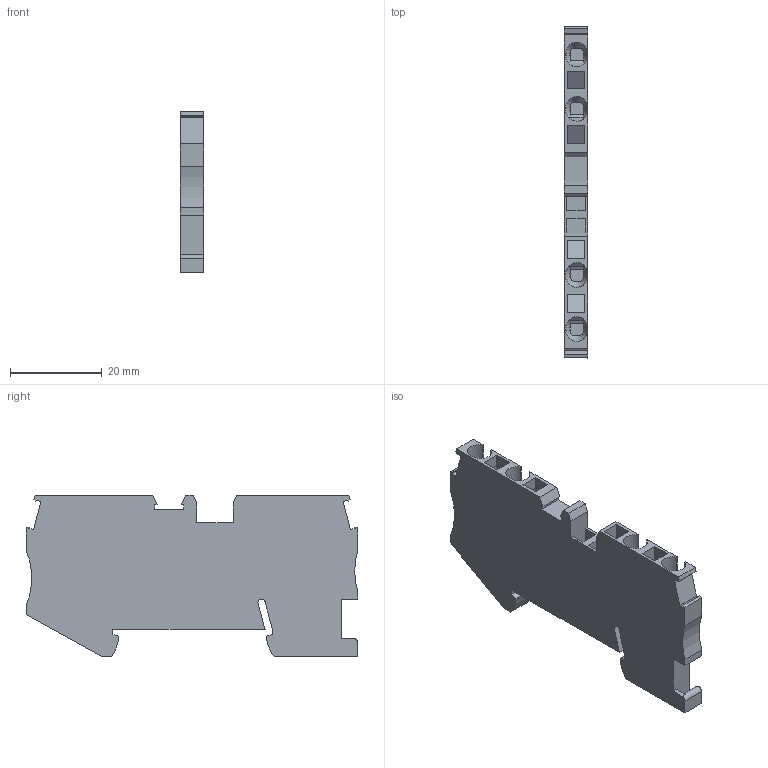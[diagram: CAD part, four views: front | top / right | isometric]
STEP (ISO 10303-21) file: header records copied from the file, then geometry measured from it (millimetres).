
FILE_DESCRIPTION(('Creo Elements/Direct Modeling STEP Export'),'2;1');
FILE_NAME('model.stp','2020-09-16T13:23:38',(''),(''),'Creo Elements/Direct Modeling STEP processor for AP214 (Solid Model)','Creo Elements/Direct Modeling 20.1A 29-Sep-2018 (C) Parametric Technology GmbH','');
FILE_SCHEMA(('AUTOMOTIVE_DESIGN { 1 0 10303 214 1 1 1 1 }'));
Length unit declared in the file: millimetre
Products named in the file (2): ST_2.5-QUATTRO_YE-select
Assembly tree (1 placements, depth 2):
  ST_2.5-QUATTRO_YE-select
    ST_2.5-QUATTRO_YE-select
Bounding box: 5.15 x 72.2 x 35.25 mm (x, y, z)
Volume: 9312.6 mm3; surface area: 7013.7 mm2
Topology: 1 solids, 1 shells, 181 faces, 501 edges, 326 vertices
Faces by surface type: plane 138, cylinder 31, cone 12
Entity records: 9327 total; most frequent: CARTESIAN_POINT 3208, ORIENTED_EDGE 1002, DIRECTION 876, EDGE_CURVE 501, VECTOR 392, LINE 392, VERTEX_POINT 326, AXIS2_PLACEMENT_3D 242
